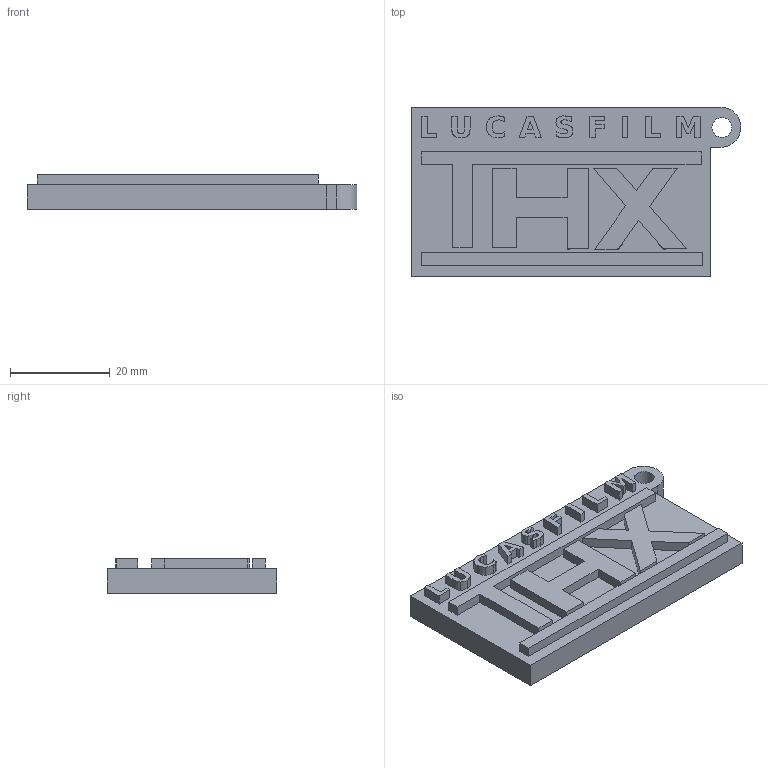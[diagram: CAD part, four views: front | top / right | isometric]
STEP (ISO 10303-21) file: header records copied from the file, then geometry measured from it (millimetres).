
FILE_DESCRIPTION(('FreeCAD Model'),'2;1');
FILE_NAME('Llavero_THK.step', '2015-03-02T20:08:54',('FreeCAD'),('FreeCAD'), 'Open CASCADE STEP processor 6.7','FreeCAD','Unknown');
FILE_SCHEMA(('AUTOMOTIVE_DESIGN_CC2 { 1 2 10303 214 -1 1 5 4 }'));
Products named in the file (1): Fusion001003
Bounding box: 66.02 x 34 x 7 mm (x, y, z)
Volume: 11844 mm3; surface area: 6420.5 mm2
Topology: 1 solids, 1 shells, 171 faces, 465 edges, 310 vertices
Faces by surface type: extrusion 146, plane 23, cylinder 2
Full cylindrical faces by diameter (mm): 4 x1
Entity records: 54520 total; most frequent: CARTESIAN_POINT 46512, ORIENTED_EDGE 930, PCURVE 930, DEFINITIONAL_REPRESENTATION 930, B_SPLINE_CURVE_WITH_KNOTS 880, DIRECTION 863, VECTOR 799, LINE 653
